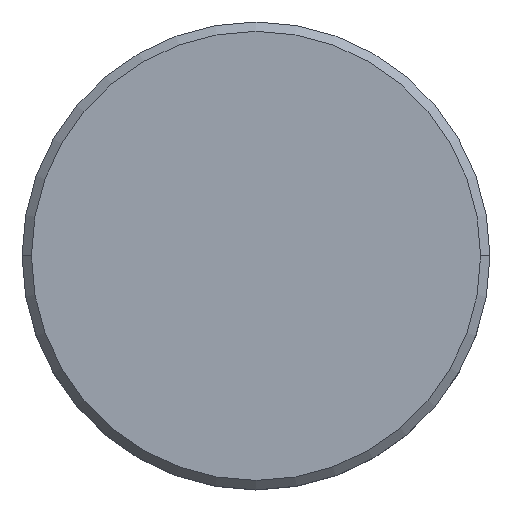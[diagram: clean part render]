
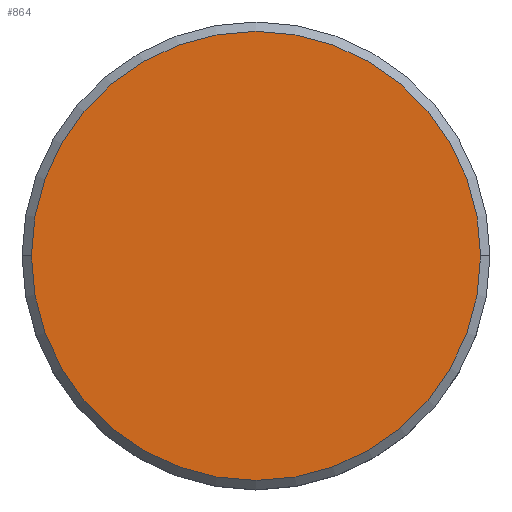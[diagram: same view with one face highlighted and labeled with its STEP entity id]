
A CAD part, top view. The second image highlights one B-rep face of the part: STEP entity #864.
In plain terms, the highlighted planar face has unit normal (0, 0, 1).
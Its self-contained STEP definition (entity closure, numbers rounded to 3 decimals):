
#117 = CARTESIAN_POINT ( 'NONE',  ( 0., 0., 0. ) ) ;
#198 = PLANE ( 'NONE',  #889 ) ;
#219 = CARTESIAN_POINT ( 'NONE',  ( 0., 0., 0. ) ) ;
#248 = EDGE_LOOP ( 'NONE', ( #1085, #763 ) ) ;
#304 = DIRECTION ( 'NONE',  ( 0., 0., 1. ) ) ;
#311 = VERTEX_POINT ( 'NONE', #771 ) ;
#325 = EDGE_CURVE ( 'NONE', #785, #311, #423, .T. ) ;
#327 = DIRECTION ( 'NONE',  ( 0., 0., 1. ) ) ;
#329 = EDGE_CURVE ( 'NONE', #311, #785, #390, .T. ) ;
#390 = CIRCLE ( 'NONE', #556, 12. ) ;
#410 = CARTESIAN_POINT ( 'NONE',  ( -12., 0., 0. ) ) ;
#423 = CIRCLE ( 'NONE', #773, 12. ) ;
#508 = DIRECTION ( 'NONE',  ( 1., 0., 0. ) ) ;
#556 = AXIS2_PLACEMENT_3D ( 'NONE', #604, #327, #508 ) ;
#604 = CARTESIAN_POINT ( 'NONE',  ( 0., 0., 0. ) ) ;
#610 = DIRECTION ( 'NONE',  ( 0., 0., 1. ) ) ;
#670 = DIRECTION ( 'NONE',  ( 1., 0., 0. ) ) ;
#682 = DIRECTION ( 'NONE',  ( 1., 0., 0. ) ) ;
#763 = ORIENTED_EDGE ( 'NONE', *, *, #329, .T. ) ;
#771 = CARTESIAN_POINT ( 'NONE',  ( 12., 0., 0. ) ) ;
#773 = AXIS2_PLACEMENT_3D ( 'NONE', #219, #610, #682 ) ;
#785 = VERTEX_POINT ( 'NONE', #410 ) ;
#864 = ADVANCED_FACE ( 'NONE', ( #934 ), #198, .T. ) ;
#889 = AXIS2_PLACEMENT_3D ( 'NONE', #117, #304, #670 ) ;
#934 = FACE_OUTER_BOUND ( 'NONE', #248, .T. ) ;
#1085 = ORIENTED_EDGE ( 'NONE', *, *, #325, .T. ) ;
